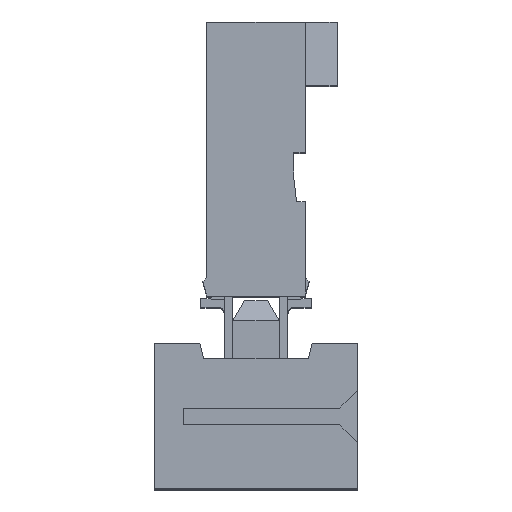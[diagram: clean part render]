
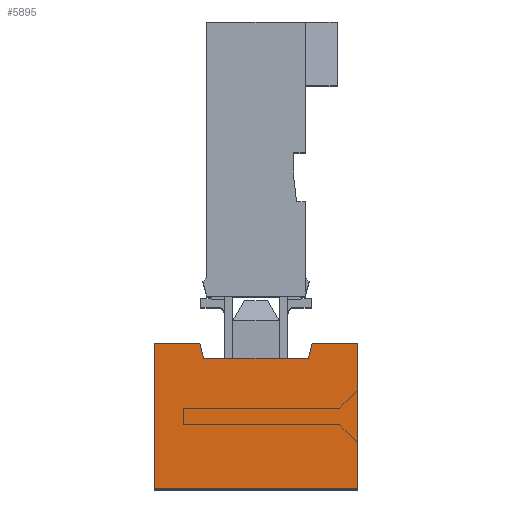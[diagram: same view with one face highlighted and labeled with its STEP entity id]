
A CAD part, top view. The second image highlights one B-rep face of the part: STEP entity #5895.
In plain terms, the highlighted planar face has unit normal (0, 0, 1).
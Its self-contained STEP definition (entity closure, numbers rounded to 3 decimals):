
#5895 = ADVANCED_FACE( '', ( #12068 ), #12069, .F. );
#12068 = FACE_OUTER_BOUND( '', #18401, .T. );
#12069 = PLANE( '', #18402 );
#18401 = EDGE_LOOP( '', ( #37891, #37892, #37893, #37894, #37895, #37896, #37897, #37898 ) );
#18402 = AXIS2_PLACEMENT_3D( '', #37899, #37900, #37901 );
#37891 = ORIENTED_EDGE( '', *, *, #43670, .T. );
#37892 = ORIENTED_EDGE( '', *, *, #47261, .T. );
#37893 = ORIENTED_EDGE( '', *, *, #42140, .T. );
#37894 = ORIENTED_EDGE( '', *, *, #45925, .T. );
#37895 = ORIENTED_EDGE( '', *, *, #46439, .T. );
#37896 = ORIENTED_EDGE( '', *, *, #44768, .F. );
#37897 = ORIENTED_EDGE( '', *, *, #41355, .T. );
#37898 = ORIENTED_EDGE( '', *, *, #43665, .F. );
#37899 = CARTESIAN_POINT( '', ( 1.7, -5.686, 2.54 ) );
#37900 = DIRECTION( '', ( 0., 0., -1. ) );
#37901 = DIRECTION( '', ( 0., -1., 0. ) );
#41355 = EDGE_CURVE( '', #51030, #51028, #51031, .T. );
#42140 = EDGE_CURVE( '', #52326, #52324, #52327, .T. );
#43665 = EDGE_CURVE( '', #54777, #51028, #54779, .T. );
#43670 = EDGE_CURVE( '', #54777, #54784, #54786, .T. );
#44768 = EDGE_CURVE( '', #51030, #56399, #56400, .T. );
#45925 = EDGE_CURVE( '', #52324, #57943, #57945, .T. );
#46439 = EDGE_CURVE( '', #57943, #56399, #58584, .T. );
#47261 = EDGE_CURVE( '', #54784, #52326, #59527, .T. );
#51028 = VERTEX_POINT( '', #64708 );
#51030 = VERTEX_POINT( '', #64711 );
#51031 = LINE( '', #64712, #64713 );
#52324 = VERTEX_POINT( '', #66589 );
#52326 = VERTEX_POINT( '', #66592 );
#52327 = LINE( '', #66593, #66594 );
#54777 = VERTEX_POINT( '', #70185 );
#54779 = LINE( '', #70188, #70189 );
#54784 = VERTEX_POINT( '', #70196 );
#54786 = LINE( '', #70199, #70200 );
#56399 = VERTEX_POINT( '', #72614 );
#56400 = LINE( '', #72615, #72616 );
#57943 = VERTEX_POINT( '', #74961 );
#57945 = LINE( '', #74964, #74965 );
#58584 = LINE( '', #75927, #75928 );
#59527 = LINE( '', #77337, #77338 );
#64708 = CARTESIAN_POINT( '', ( -0.1, -11.602, 2.54 ) );
#64711 = CARTESIAN_POINT( '', ( 3.5, -11.602, 2.54 ) );
#64712 = CARTESIAN_POINT( '', ( 1.7, -11.602, 2.54 ) );
#64713 = VECTOR( '', #79919, 1000. );
#66589 = CARTESIAN_POINT( '', ( 5.2, -16.102, 2.54 ) );
#66592 = CARTESIAN_POINT( '', ( -1.8, -16.102, 2.54 ) );
#66593 = CARTESIAN_POINT( '', ( -1.8, -16.102, 2.54 ) );
#66594 = VECTOR( '', #80684, 1000. );
#70185 = CARTESIAN_POINT( '', ( -0.234, -11.102, 2.54 ) );
#70188 = CARTESIAN_POINT( '', ( -0.234, -11.102, 2.54 ) );
#70189 = VECTOR( '', #82136, 1000. );
#70196 = CARTESIAN_POINT( '', ( -1.8, -11.102, 2.54 ) );
#70199 = CARTESIAN_POINT( '', ( 5.2, -11.102, 2.54 ) );
#70200 = VECTOR( '', #82140, 1000. );
#72614 = CARTESIAN_POINT( '', ( 3.634, -11.102, 2.54 ) );
#72615 = CARTESIAN_POINT( '', ( 3.423, -11.891, 2.54 ) );
#72616 = VECTOR( '', #83158, 1000. );
#74961 = CARTESIAN_POINT( '', ( 5.2, -11.102, 2.54 ) );
#74964 = CARTESIAN_POINT( '', ( 5.2, -16.102, 2.54 ) );
#74965 = VECTOR( '', #84133, 1000. );
#75927 = CARTESIAN_POINT( '', ( 5.2, -11.102, 2.54 ) );
#75928 = VECTOR( '', #84544, 1000. );
#77337 = CARTESIAN_POINT( '', ( -1.8, -11.102, 2.54 ) );
#77338 = VECTOR( '', #85131, 1000. );
#79919 = DIRECTION( '', ( -1., 0., 0. ) );
#80684 = DIRECTION( '', ( 1., 0., 0. ) );
#82136 = DIRECTION( '', ( 0.259, -0.966, 0. ) );
#82140 = DIRECTION( '', ( -1., 0., 0. ) );
#83158 = DIRECTION( '', ( 0.259, 0.966, 0. ) );
#84133 = DIRECTION( '', ( 0., 1., 0. ) );
#84544 = DIRECTION( '', ( -1., 0., 0. ) );
#85131 = DIRECTION( '', ( 0., -1., 0. ) );
